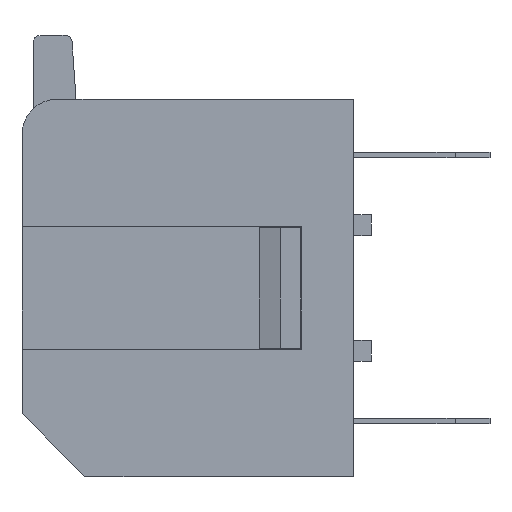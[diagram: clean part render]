
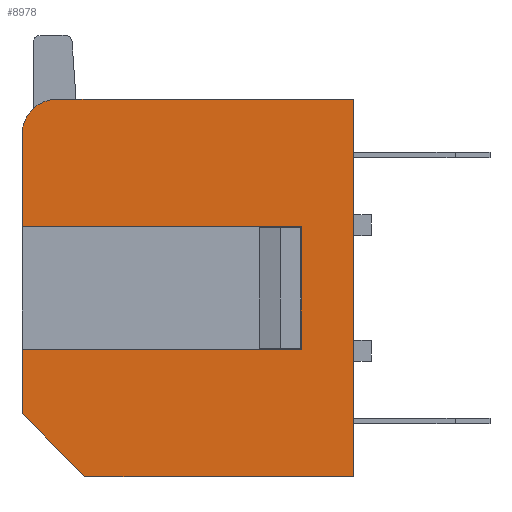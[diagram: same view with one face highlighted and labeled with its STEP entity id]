
A CAD part, left-side view. The second image highlights one B-rep face of the part: STEP entity #8978.
In plain terms, the highlighted planar face has unit normal (-1, 0, 0).
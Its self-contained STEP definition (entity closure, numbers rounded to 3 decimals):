
#1=DIRECTION('',(0.,0.,1.));
#2=VECTOR('',#1,10.8);
#3=CARTESIAN_POINT('',(-5.8,0.,-5.4));
#4=LINE('',#3,#2);
#33=CARTESIAN_POINT('',(-5.8,8.5,4.4));
#34=DIRECTION('',(-1.,0.,0.));
#35=DIRECTION('',(0.,0.,1.));
#36=AXIS2_PLACEMENT_3D('',#33,#34,#35);
#38=DIRECTION('',(0.,1.,0.));
#39=VECTOR('',#38,7.7);
#40=CARTESIAN_POINT('',(-5.8,0.,-5.4));
#41=LINE('',#40,#39);
#42=DIRECTION('',(0.,-0.707,-0.707));
#43=VECTOR('',#42,2.546);
#44=CARTESIAN_POINT('',(-5.8,9.5,-3.6));
#45=LINE('',#44,#43);
#46=DIRECTION('',(0.,-1.,0.));
#47=VECTOR('',#46,8.);
#48=CARTESIAN_POINT('',(-5.8,9.5,-1.75));
#49=LINE('',#48,#47);
#50=DIRECTION('',(0.,0.,-1.));
#51=VECTOR('',#50,3.5);
#52=CARTESIAN_POINT('',(-5.8,1.5,1.75));
#53=LINE('',#52,#51);
#54=DIRECTION('',(0.,-1.,0.));
#55=VECTOR('',#54,8.);
#56=CARTESIAN_POINT('',(-5.8,9.5,1.75));
#57=LINE('',#56,#55);
#99=DIRECTION('',(0.,0.,1.));
#100=VECTOR('',#99,2.65);
#101=CARTESIAN_POINT('',(-5.8,9.5,1.75));
#102=LINE('',#101,#100);
#115=DIRECTION('',(0.,0.,1.));
#116=VECTOR('',#115,1.85);
#117=CARTESIAN_POINT('',(-5.8,9.5,-3.6));
#118=LINE('',#117,#116);
#152=DIRECTION('',(0.,1.,0.));
#153=VECTOR('',#152,8.5);
#154=CARTESIAN_POINT('',(-5.8,0.,5.4));
#155=LINE('',#154,#153);
#6713=CARTESIAN_POINT('',(-5.8,0.,-5.4));
#6714=CARTESIAN_POINT('',(-5.8,0.,5.4));
#6715=VERTEX_POINT('',#6713);
#6716=VERTEX_POINT('',#6714);
#6721=CARTESIAN_POINT('',(-5.8,9.5,-3.6));
#6722=CARTESIAN_POINT('',(-5.8,7.7,-5.4));
#6723=VERTEX_POINT('',#6721);
#6724=VERTEX_POINT('',#6722);
#6925=CARTESIAN_POINT('',(-5.8,9.5,1.75));
#6927=VERTEX_POINT('',#6925);
#6931=CARTESIAN_POINT('',(-5.8,9.5,-1.75));
#6932=VERTEX_POINT('',#6931);
#6933=CARTESIAN_POINT('',(-5.8,1.5,1.75));
#6934=CARTESIAN_POINT('',(-5.8,1.5,-1.75));
#6935=VERTEX_POINT('',#6933);
#6936=VERTEX_POINT('',#6934);
#7053=CARTESIAN_POINT('',(-5.8,8.5,5.4));
#7054=VERTEX_POINT('',#7053);
#7055=CARTESIAN_POINT('',(-5.8,9.5,4.4));
#7056=VERTEX_POINT('',#7055);
#8952=CARTESIAN_POINT('',(-5.8,0.,-5.4));
#8953=DIRECTION('',(-1.,0.,0.));
#8954=DIRECTION('',(0.,0.,1.));
#8955=AXIS2_PLACEMENT_3D('',#8952,#8953,#8954);
#8956=PLANE('',#8955);
#8958=ORIENTED_EDGE('',*,*,#8957,.F.);
#8960=ORIENTED_EDGE('',*,*,#8959,.F.);
#8961=ORIENTED_EDGE('',*,*,#8931,.F.);
#8963=ORIENTED_EDGE('',*,*,#8962,.T.);
#8965=ORIENTED_EDGE('',*,*,#8964,.F.);
#8967=ORIENTED_EDGE('',*,*,#8966,.T.);
#8969=ORIENTED_EDGE('',*,*,#8968,.T.);
#8971=ORIENTED_EDGE('',*,*,#8970,.F.);
#8973=ORIENTED_EDGE('',*,*,#8972,.F.);
#8975=ORIENTED_EDGE('',*,*,#8974,.T.);
#8976=EDGE_LOOP('',(#8958,#8960,#8961,#8963,#8965,#8967,#8969,#8971,#8973,
#8975));
#8977=FACE_OUTER_BOUND('',#8976,.F.);
#37=CIRCLE('',#36,1.);
#8931=EDGE_CURVE('',#6715,#6716,#4,.T.);
#8957=EDGE_CURVE('',#7054,#7056,#37,.T.);
#8959=EDGE_CURVE('',#6716,#7054,#155,.T.);
#8962=EDGE_CURVE('',#6715,#6724,#41,.T.);
#8964=EDGE_CURVE('',#6723,#6724,#45,.T.);
#8966=EDGE_CURVE('',#6723,#6932,#118,.T.);
#8968=EDGE_CURVE('',#6932,#6936,#49,.T.);
#8970=EDGE_CURVE('',#6935,#6936,#53,.T.);
#8972=EDGE_CURVE('',#6927,#6935,#57,.T.);
#8974=EDGE_CURVE('',#6927,#7056,#102,.T.);
#8978=ADVANCED_FACE('',(#8977),#8956,.T.);
